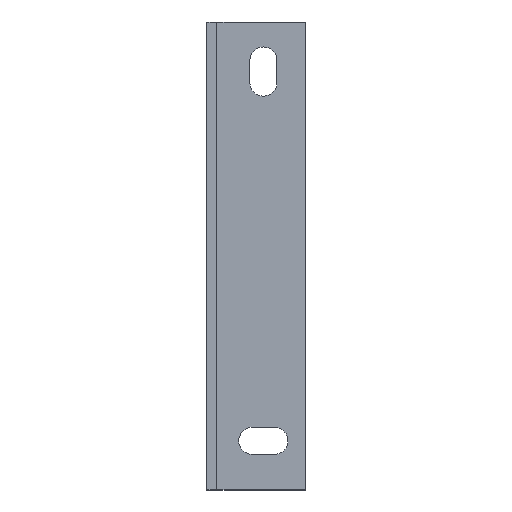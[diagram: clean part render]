
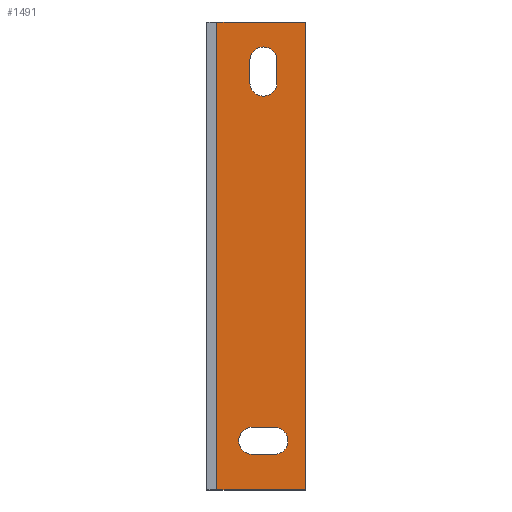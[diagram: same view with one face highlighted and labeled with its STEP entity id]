
A CAD part, top view. The second image highlights one B-rep face of the part: STEP entity #1491.
In plain terms, the highlighted planar face has unit normal (0, 0, 1).
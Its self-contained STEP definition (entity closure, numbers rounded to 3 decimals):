
#21 = DIRECTION ( 'NONE',  ( 0., 0., 1. ) ) ;
#34 = DIRECTION ( 'NONE',  ( 0., 0., 1. ) ) ;
#35 = VECTOR ( 'NONE', #1660, 1000. ) ;
#81 = VERTEX_POINT ( 'NONE', #1067 ) ;
#113 = DIRECTION ( 'NONE',  ( -1., 0., 0. ) ) ;
#120 = DIRECTION ( 'NONE',  ( 0., 1., 0. ) ) ;
#122 = EDGE_CURVE ( 'NONE', #698, #1734, #574, .T. ) ;
#131 = CARTESIAN_POINT ( 'NONE',  ( 18.5, -69.5, 4. ) ) ;
#137 = ORIENTED_EDGE ( 'NONE', *, *, #640, .F. ) ;
#156 = EDGE_CURVE ( 'NONE', #1734, #413, #736, .T. ) ;
#161 = DIRECTION ( 'NONE',  ( 1., 0., 0. ) ) ;
#166 = VECTOR ( 'NONE', #1011, 1000. ) ;
#183 = DIRECTION ( 'NONE',  ( 1., 0., 0. ) ) ;
#191 = EDGE_CURVE ( 'NONE', #1029, #1683, #1699, .T. ) ;
#208 = CARTESIAN_POINT ( 'NONE',  ( 40., 95., 4. ) ) ;
#211 = AXIS2_PLACEMENT_3D ( 'NONE', #786, #34, #183 ) ;
#256 = EDGE_CURVE ( 'NONE', #959, #1430, #1114, .T. ) ;
#264 = VERTEX_POINT ( 'NONE', #1222 ) ;
#290 = ORIENTED_EDGE ( 'NONE', *, *, #1099, .F. ) ;
#309 = DIRECTION ( 'NONE',  ( 0., 0., 1. ) ) ;
#326 = DIRECTION ( 'NONE',  ( 0., 1., 0. ) ) ;
#369 = EDGE_CURVE ( 'NONE', #1350, #81, #389, .T. ) ;
#389 = LINE ( 'NONE', #874, #166 ) ;
#413 = VERTEX_POINT ( 'NONE', #563 ) ;
#431 = LINE ( 'NONE', #666, #1282 ) ;
#439 = DIRECTION ( 'NONE',  ( 0., 0., 1. ) ) ;
#444 = VECTOR ( 'NONE', #469, 1000. ) ;
#469 = DIRECTION ( 'NONE',  ( 1., 0., 0. ) ) ;
#474 = DIRECTION ( 'NONE',  ( -1., 0., 0. ) ) ;
#478 = AXIS2_PLACEMENT_3D ( 'NONE', #1278, #1267, #1562 ) ;
#496 = CARTESIAN_POINT ( 'NONE',  ( 40., 95., 4. ) ) ;
#502 = VECTOR ( 'NONE', #1398, 1000. ) ;
#508 = DIRECTION ( 'NONE',  ( 1., 0., 0. ) ) ;
#512 = VECTOR ( 'NONE', #113, 1000. ) ;
#563 = CARTESIAN_POINT ( 'NONE',  ( 4., 95., 4. ) ) ;
#574 = LINE ( 'NONE', #832, #512 ) ;
#601 = CARTESIAN_POINT ( 'NONE',  ( 7., 95., 4. ) ) ;
#602 = EDGE_CURVE ( 'NONE', #698, #959, #652, .T. ) ;
#603 = VECTOR ( 'NONE', #1346, 1000. ) ;
#640 = EDGE_CURVE ( 'NONE', #1338, #264, #788, .T. ) ;
#644 = VERTEX_POINT ( 'NONE', #907 ) ;
#652 = LINE ( 'NONE', #764, #603 ) ;
#666 = CARTESIAN_POINT ( 'NONE',  ( 4., 95., 4. ) ) ;
#671 = DIRECTION ( 'NONE',  ( -1., 0., 0. ) ) ;
#678 = CIRCLE ( 'NONE', #478, 5.5 ) ;
#698 = VERTEX_POINT ( 'NONE', #208 ) ;
#722 = EDGE_LOOP ( 'NONE', ( #1045, #800, #1001, #1173, #290, #837 ) ) ;
#729 = ORIENTED_EDGE ( 'NONE', *, *, #1138, .F. ) ;
#736 = LINE ( 'NONE', #601, #1161 ) ;
#764 = CARTESIAN_POINT ( 'NONE',  ( 40., 95., 4. ) ) ;
#769 = VERTEX_POINT ( 'NONE', #1624 ) ;
#786 = CARTESIAN_POINT ( 'NONE',  ( 27.5, -75., 4. ) ) ;
#788 = LINE ( 'NONE', #1625, #444 ) ;
#795 = EDGE_CURVE ( 'NONE', #769, #1029, #1485, .T. ) ;
#800 = ORIENTED_EDGE ( 'NONE', *, *, #602, .F. ) ;
#808 = ORIENTED_EDGE ( 'NONE', *, *, #795, .F. ) ;
#814 = CARTESIAN_POINT ( 'NONE',  ( 17.5, 79.5, 4. ) ) ;
#832 = CARTESIAN_POINT ( 'NONE',  ( 40., 95., 4. ) ) ;
#834 = CARTESIAN_POINT ( 'NONE',  ( 40., -95., 4. ) ) ;
#837 = ORIENTED_EDGE ( 'NONE', *, *, #988, .F. ) ;
#874 = CARTESIAN_POINT ( 'NONE',  ( 17.5, 79.5, 4. ) ) ;
#876 = EDGE_CURVE ( 'NONE', #81, #1505, #995, .T. ) ;
#879 = FACE_BOUND ( 'NONE', #1543, .T. ) ;
#885 = EDGE_CURVE ( 'NONE', #1683, #1338, #1717, .T. ) ;
#907 = CARTESIAN_POINT ( 'NONE',  ( 28.5, 79.5, 4. ) ) ;
#908 = AXIS2_PLACEMENT_3D ( 'NONE', #1032, #439, #1467 ) ;
#930 = CARTESIAN_POINT ( 'NONE',  ( 28.5, 79.5, 4. ) ) ;
#932 = CARTESIAN_POINT ( 'NONE',  ( 7., 95., 4. ) ) ;
#952 = ORIENTED_EDGE ( 'NONE', *, *, #369, .F. ) ;
#959 = VERTEX_POINT ( 'NONE', #1291 ) ;
#971 = FACE_OUTER_BOUND ( 'NONE', #722, .T. ) ;
#988 = EDGE_CURVE ( 'NONE', #1430, #1531, #1105, .T. ) ;
#995 = CIRCLE ( 'NONE', #1825, 5.5 ) ;
#1001 = ORIENTED_EDGE ( 'NONE', *, *, #122, .T. ) ;
#1011 = DIRECTION ( 'NONE',  ( 0., -1., 0. ) ) ;
#1029 = VERTEX_POINT ( 'NONE', #1251 ) ;
#1032 = CARTESIAN_POINT ( 'NONE',  ( 18.5, -75., 4. ) ) ;
#1045 = ORIENTED_EDGE ( 'NONE', *, *, #256, .F. ) ;
#1065 = CARTESIAN_POINT ( 'NONE',  ( 18.5, -69.5, 4. ) ) ;
#1067 = CARTESIAN_POINT ( 'NONE',  ( 17.5, 70.5, 4. ) ) ;
#1099 = EDGE_CURVE ( 'NONE', #1531, #413, #431, .T. ) ;
#1102 = CARTESIAN_POINT ( 'NONE',  ( 28.5, 70.5, 4. ) ) ;
#1105 = LINE ( 'NONE', #834, #502 ) ;
#1114 = LINE ( 'NONE', #1360, #1675 ) ;
#1138 = EDGE_CURVE ( 'NONE', #644, #1350, #678, .T. ) ;
#1142 = EDGE_LOOP ( 'NONE', ( #729, #1688, #1810, #952 ) ) ;
#1161 = VECTOR ( 'NONE', #671, 1000. ) ;
#1173 = ORIENTED_EDGE ( 'NONE', *, *, #156, .T. ) ;
#1178 = DIRECTION ( 'NONE',  ( 1., 0., 0. ) ) ;
#1222 = CARTESIAN_POINT ( 'NONE',  ( 27.5, -80.5, 4. ) ) ;
#1241 = ORIENTED_EDGE ( 'NONE', *, *, #191, .F. ) ;
#1249 = CARTESIAN_POINT ( 'NONE',  ( 4., -95., 4. ) ) ;
#1251 = CARTESIAN_POINT ( 'NONE',  ( 27.5, -69.5, 4. ) ) ;
#1256 = AXIS2_PLACEMENT_3D ( 'NONE', #1460, #21, #161 ) ;
#1267 = DIRECTION ( 'NONE',  ( 0., 0., 1. ) ) ;
#1278 = CARTESIAN_POINT ( 'NONE',  ( 23., 79.5, 4. ) ) ;
#1282 = VECTOR ( 'NONE', #120, 1000. ) ;
#1291 = CARTESIAN_POINT ( 'NONE',  ( 40., -95., 4. ) ) ;
#1301 = ORIENTED_EDGE ( 'NONE', *, *, #885, .F. ) ;
#1304 = EDGE_CURVE ( 'NONE', #264, #769, #1864, .T. ) ;
#1315 = EDGE_CURVE ( 'NONE', #1505, #644, #1446, .T. ) ;
#1322 = CARTESIAN_POINT ( 'NONE',  ( 23., 70.5, 4. ) ) ;
#1338 = VERTEX_POINT ( 'NONE', #1348 ) ;
#1346 = DIRECTION ( 'NONE',  ( 0., -1., 0. ) ) ;
#1348 = CARTESIAN_POINT ( 'NONE',  ( 18.5, -80.5, 4. ) ) ;
#1350 = VERTEX_POINT ( 'NONE', #814 ) ;
#1356 = FACE_BOUND ( 'NONE', #1142, .T. ) ;
#1360 = CARTESIAN_POINT ( 'NONE',  ( 40., -95., 4. ) ) ;
#1377 = PLANE ( 'NONE',  #1511 ) ;
#1398 = DIRECTION ( 'NONE',  ( -1., 0., 0. ) ) ;
#1430 = VERTEX_POINT ( 'NONE', #1664 ) ;
#1446 = LINE ( 'NONE', #930, #1824 ) ;
#1460 = CARTESIAN_POINT ( 'NONE',  ( 27.5, -75., 4. ) ) ;
#1467 = DIRECTION ( 'NONE',  ( 1., 0., 0. ) ) ;
#1485 = CIRCLE ( 'NONE', #1256, 5.5 ) ;
#1491 = ADVANCED_FACE ( 'NONE', ( #879, #1356, #971 ), #1377, .T. ) ;
#1505 = VERTEX_POINT ( 'NONE', #1102 ) ;
#1511 = AXIS2_PLACEMENT_3D ( 'NONE', #496, #1682, #508 ) ;
#1531 = VERTEX_POINT ( 'NONE', #1249 ) ;
#1543 = EDGE_LOOP ( 'NONE', ( #1301, #1241, #808, #1600, #137 ) ) ;
#1562 = DIRECTION ( 'NONE',  ( 1., 0., 0. ) ) ;
#1600 = ORIENTED_EDGE ( 'NONE', *, *, #1304, .F. ) ;
#1624 = CARTESIAN_POINT ( 'NONE',  ( 33., -75., 4. ) ) ;
#1625 = CARTESIAN_POINT ( 'NONE',  ( 18.5, -80.5, 4. ) ) ;
#1660 = DIRECTION ( 'NONE',  ( -1., 0., 0. ) ) ;
#1664 = CARTESIAN_POINT ( 'NONE',  ( 7., -95., 4. ) ) ;
#1675 = VECTOR ( 'NONE', #474, 1000. ) ;
#1682 = DIRECTION ( 'NONE',  ( 0., 0., 1. ) ) ;
#1683 = VERTEX_POINT ( 'NONE', #131 ) ;
#1688 = ORIENTED_EDGE ( 'NONE', *, *, #1315, .F. ) ;
#1699 = LINE ( 'NONE', #1065, #35 ) ;
#1717 = CIRCLE ( 'NONE', #908, 5.5 ) ;
#1734 = VERTEX_POINT ( 'NONE', #932 ) ;
#1810 = ORIENTED_EDGE ( 'NONE', *, *, #876, .F. ) ;
#1824 = VECTOR ( 'NONE', #326, 1000. ) ;
#1825 = AXIS2_PLACEMENT_3D ( 'NONE', #1322, #309, #1178 ) ;
#1864 = CIRCLE ( 'NONE', #211, 5.5 ) ;
